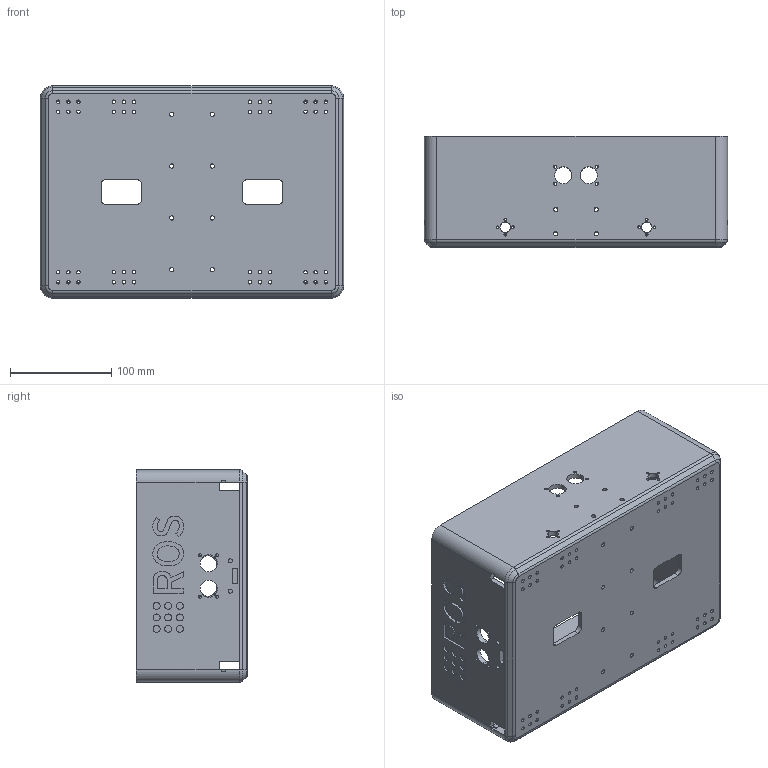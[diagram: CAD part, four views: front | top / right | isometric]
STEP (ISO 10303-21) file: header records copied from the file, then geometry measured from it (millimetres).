
FILE_DESCRIPTION (( 'STEP AP214' ), '1' );
FILE_NAME ('Main_Body.STEP', '2022-07-10T10:04:12', ( '' ), ( '' ), 'SwSTEP 2.0', 'SolidWorks 2021', '' );
FILE_SCHEMA (( 'AUTOMOTIVE_DESIGN' ));
Length unit declared in the file: millimetre
Products named in the file (1): Main_Body
Bounding box: 300 x 110 x 210 mm (x, y, z)
Volume: 849227.2 mm3; surface area: 349624.7 mm2
Topology: 1 solids, 1 shells, 892 faces, 2358 edges, 1500 vertices
Faces by surface type: cylinder 425, plane 295, cone 120, torus 28, bspline 24
Entity records: 29630 total; most frequent: CARTESIAN_POINT 6663, DIRECTION 4870, ORIENTED_EDGE 4708, EDGE_CURVE 2354, AXIS2_PLACEMENT_3D 1819, VERTEX_POINT 1500, VECTOR 1232, LINE 1232
